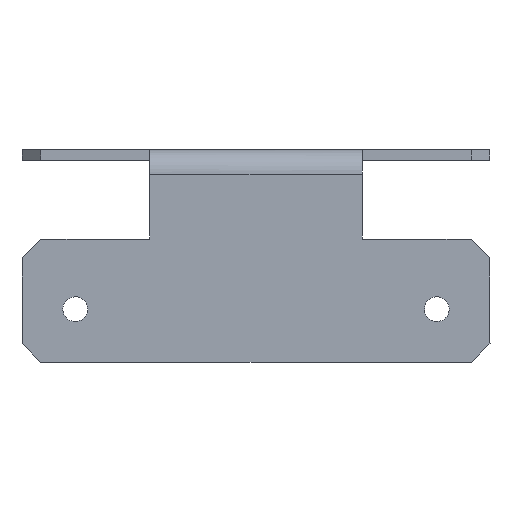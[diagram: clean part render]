
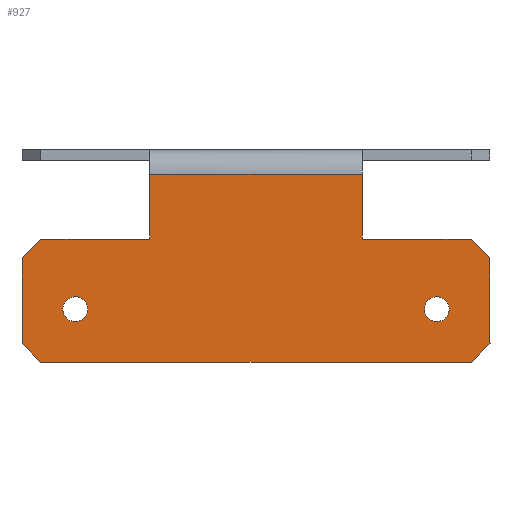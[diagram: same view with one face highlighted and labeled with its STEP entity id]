
A CAD part, front view. The second image highlights one B-rep face of the part: STEP entity #927.
In plain terms, the highlighted free-form (B-spline) face has degree [1, 1] with [2, 2] control points.
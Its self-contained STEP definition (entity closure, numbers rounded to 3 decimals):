
#512=CARTESIAN_POINT('V50',(-3120.906,
   -1361.055,-271.089));
#513=VERTEX_POINT('V50',#512);
#519=CARTESIAN_POINT('E53',(-3120.906,
   -1361.055,-271.089));
#520=CARTESIAN_POINT('E53',(-3124.933,
   -1361.055,-271.089));
#521=CARTESIAN_POINT('E53',(-3122.919,
   -1361.055,-267.601));
#522=CARTESIAN_POINT('E53',(-3120.906,
   -1361.055,-264.114));
#523=CARTESIAN_POINT('E53',(-3118.892,
   -1361.055,-267.601));
#524=CARTESIAN_POINT('E53',(-3116.879,
   -1361.055,-271.089));
#525=CARTESIAN_POINT('E53',(-3120.906,
   -1361.055,-271.089));
#533=(BOUNDED_CURVE()B_SPLINE_CURVE(2,(#519,#520,#521,#522,#523,
   #524,#525),.CIRCULAR_ARC.,.T.,.U.)B_SPLINE_CURVE_WITH_KNOTS((3,
   2,2,3),(0.0,0.333,0.667,1.0),
   .UNSPECIFIED.)CURVE()GEOMETRIC_REPRESENTATION_ITEM()
   RATIONAL_B_SPLINE_CURVE((1.0,0.5,1.0,
   0.5,1.0,0.5,1.0))REPRESENTATION_ITEM(
   'E53'));
#534=EDGE_CURVE('E53',#513,#513,#533,.T.);
#581=CARTESIAN_POINT('V49',(-3052.906,
   -1361.055,-271.089));
#582=VERTEX_POINT('V49',#581);
#588=CARTESIAN_POINT('E52',(-3052.906,
   -1361.055,-271.089));
#589=CARTESIAN_POINT('E52',(-3056.933,
   -1361.055,-271.089));
#590=CARTESIAN_POINT('E52',(-3054.919,
   -1361.055,-267.601));
#591=CARTESIAN_POINT('E52',(-3052.906,
   -1361.055,-264.114));
#592=CARTESIAN_POINT('E52',(-3050.892,
   -1361.055,-267.601));
#593=CARTESIAN_POINT('E52',(-3048.879,
   -1361.055,-271.089));
#594=CARTESIAN_POINT('E52',(-3052.906,
   -1361.055,-271.089));
#602=(BOUNDED_CURVE()B_SPLINE_CURVE(2,(#588,#589,#590,#591,#592,
   #593,#594),.CIRCULAR_ARC.,.T.,.U.)B_SPLINE_CURVE_WITH_KNOTS((3,
   2,2,3),(0.0,0.333,0.667,1.0),
   .UNSPECIFIED.)CURVE()GEOMETRIC_REPRESENTATION_ITEM()
   RATIONAL_B_SPLINE_CURVE((1.0,0.5,1.0,
   0.5,1.0,0.5,1.0))REPRESENTATION_ITEM(
   'E52'));
#603=EDGE_CURVE('E52',#582,#582,#602,.T.);
#631=CARTESIAN_POINT('V48',(-3066.912,
   -1361.055,-255.574));
#632=VERTEX_POINT('V48',#631);
#640=CARTESIAN_POINT('V47',(-3046.448,
   -1361.055,-255.574));
#641=VERTEX_POINT('V47',#640);
#642=CARTESIAN_POINT('E50',(-3046.448,
   -1361.055,-255.574));
#643=CARTESIAN_POINT('E50',(-3066.912,
   -1361.055,-255.574));
#644=QUASI_UNIFORM_CURVE('E50',1,(#642,#643),.POLYLINE_FORM.,.F.,.U.
   );
#645=EDGE_CURVE('E50',#641,#632,#644,.T.);
#668=CARTESIAN_POINT('V46',(-3042.912,
   -1361.055,-259.11));
#669=VERTEX_POINT('V46',#668);
#670=CARTESIAN_POINT('E49',(-3042.912,
   -1361.055,-259.11));
#671=CARTESIAN_POINT('E49',(-3046.448,
   -1361.055,-255.574));
#672=QUASI_UNIFORM_CURVE('E49',1,(#670,#671),.POLYLINE_FORM.,.F.,.U.
   );
#673=EDGE_CURVE('E49',#669,#641,#672,.T.);
#696=CARTESIAN_POINT('V45',(-3042.91,
   -1361.055,-275.228));
#697=VERTEX_POINT('V45',#696);
#698=CARTESIAN_POINT('E48',(-3042.91,
   -1361.055,-275.228));
#699=CARTESIAN_POINT('E48',(-3042.912,
   -1361.055,-259.11));
#700=QUASI_UNIFORM_CURVE('E48',1,(#698,#699),.POLYLINE_FORM.,.F.,.U.
   );
#701=EDGE_CURVE('E48',#697,#669,#700,.T.);
#724=CARTESIAN_POINT('V44',(-3046.446,
   -1361.055,-278.764));
#725=VERTEX_POINT('V44',#724);
#726=CARTESIAN_POINT('E47',(-3046.446,
   -1361.055,-278.764));
#727=CARTESIAN_POINT('E47',(-3042.91,
   -1361.055,-275.228));
#728=QUASI_UNIFORM_CURVE('E47',1,(#726,#727),.POLYLINE_FORM.,.F.,.U.
   );
#729=EDGE_CURVE('E47',#725,#697,#728,.T.);
#752=CARTESIAN_POINT('V43',(-3127.374,
   -1361.055,-278.764));
#753=VERTEX_POINT('V43',#752);
#754=CARTESIAN_POINT('E46',(-3127.374,
   -1361.055,-278.764));
#755=CARTESIAN_POINT('E46',(-3046.446,
   -1361.055,-278.764));
#756=QUASI_UNIFORM_CURVE('E46',1,(#754,#755),.POLYLINE_FORM.,.F.,.U.
   );
#757=EDGE_CURVE('E46',#753,#725,#756,.T.);
#780=CARTESIAN_POINT('V42',(-3130.91,
   -1361.055,-275.228));
#781=VERTEX_POINT('V42',#780);
#782=CARTESIAN_POINT('E45',(-3130.91,
   -1361.055,-275.228));
#783=CARTESIAN_POINT('E45',(-3127.374,
   -1361.055,-278.764));
#784=QUASI_UNIFORM_CURVE('E45',1,(#782,#783),.POLYLINE_FORM.,.F.,.U.
   );
#785=EDGE_CURVE('E45',#781,#753,#784,.T.);
#808=CARTESIAN_POINT('V41',(-3130.912,
   -1361.055,-259.11));
#809=VERTEX_POINT('V41',#808);
#810=CARTESIAN_POINT('E44',(-3130.912,
   -1361.055,-259.11));
#811=CARTESIAN_POINT('E44',(-3130.91,
   -1361.055,-275.228));
#812=QUASI_UNIFORM_CURVE('E44',1,(#810,#811),.POLYLINE_FORM.,.F.,.U.
   );
#813=EDGE_CURVE('E44',#809,#781,#812,.T.);
#836=CARTESIAN_POINT('V40',(-3127.376,
   -1361.055,-255.574));
#837=VERTEX_POINT('V40',#836);
#838=CARTESIAN_POINT('E43',(-3127.376,
   -1361.055,-255.574));
#839=CARTESIAN_POINT('E43',(-3130.912,
   -1361.055,-259.11));
#840=QUASI_UNIFORM_CURVE('E43',1,(#838,#839),.POLYLINE_FORM.,.F.,.U.
   );
#841=EDGE_CURVE('E43',#837,#809,#840,.T.);
#864=CARTESIAN_POINT('V39',(-3106.912,
   -1361.055,-255.574));
#865=VERTEX_POINT('V39',#864);
#866=CARTESIAN_POINT('E42',(-3106.912,
   -1361.055,-255.574));
#867=CARTESIAN_POINT('E42',(-3127.376,
   -1361.055,-255.574));
#868=QUASI_UNIFORM_CURVE('E42',1,(#866,#867),.POLYLINE_FORM.,.F.,.U.
   );
#869=EDGE_CURVE('E42',#865,#837,#868,.T.);
#886=CARTESIAN_POINT('F8',(-3042.91,
   -1361.055,-243.364));
#887=CARTESIAN_POINT('F8',(-3130.912,
   -1361.055,-243.364));
#888=CARTESIAN_POINT('F8',(-3042.91,
   -1361.055,-278.764));
#889=CARTESIAN_POINT('F8',(-3130.912,
   -1361.055,-278.764));
#890=B_SPLINE_SURFACE_WITH_KNOTS('F8',1,1,((#886,#888),(#887,#889))
,.PLANE_SURF.,.F.,.F.,.U.,(2,2),(2,2),(0.001,
   2.483),(0.001,0.999),
   .UNSPECIFIED.);
#891=CARTESIAN_POINT('V37',(-3106.907,
   -1361.054,-243.364));
#892=VERTEX_POINT('V37',#891);
#893=CARTESIAN_POINT('E41',(-3106.907,
   -1361.055,-243.364));
#894=CARTESIAN_POINT('E41',(-3106.912,
   -1361.055,-255.574));
#895=QUASI_UNIFORM_CURVE('E41',1,(#893,#894),.POLYLINE_FORM.,.F.,.U.
   );
#896=EDGE_CURVE('E41',#892,#865,#895,.T.);
#897=ORIENTED_EDGE('E41',*,*,#896,.T.);
#898=ORIENTED_EDGE('E42',*,*,#869,.T.);
#899=ORIENTED_EDGE('E43',*,*,#841,.T.);
#900=ORIENTED_EDGE('E44',*,*,#813,.T.);
#901=ORIENTED_EDGE('E45',*,*,#785,.T.);
#902=ORIENTED_EDGE('E46',*,*,#757,.T.);
#903=ORIENTED_EDGE('E47',*,*,#729,.T.);
#904=ORIENTED_EDGE('E48',*,*,#701,.T.);
#905=ORIENTED_EDGE('E49',*,*,#673,.T.);
#906=ORIENTED_EDGE('E50',*,*,#645,.T.);
#907=CARTESIAN_POINT('V38',(-3066.907,
   -1361.054,-243.364));
#908=VERTEX_POINT('V38',#907);
#909=CARTESIAN_POINT('E51',(-3066.912,
   -1361.055,-255.574));
#910=CARTESIAN_POINT('E51',(-3066.907,
   -1361.055,-243.364));
#911=QUASI_UNIFORM_CURVE('E51',1,(#909,#910),.POLYLINE_FORM.,.F.,.U.
   );
#912=EDGE_CURVE('E51',#632,#908,#911,.T.);
#913=ORIENTED_EDGE('E51',*,*,#912,.T.);
#914=CARTESIAN_POINT('E39',(-3106.907,
   -1361.055,-243.364));
#915=CARTESIAN_POINT('E39',(-3066.907,
   -1361.055,-243.364));
#916=QUASI_UNIFORM_CURVE('E39',1,(#914,#915),.POLYLINE_FORM.,.F.,.U.
   );
#917=EDGE_CURVE('E39',#892,#908,#916,.T.);
#918=ORIENTED_EDGE('E39',*,*,#917,.F.);
#919=EDGE_LOOP('F8',(#897,#898,#899,#900,#901,#902,#903,#904,#905,
   #906,#913,#918));
#920=FACE_OUTER_BOUND('F8',#919,.T.);
#921=ORIENTED_EDGE('E52',*,*,#603,.T.);
#922=EDGE_LOOP('F8',(#921));
#923=FACE_BOUND('F8',#922,.T.);
#924=ORIENTED_EDGE('E53',*,*,#534,.T.);
#925=EDGE_LOOP('F8',(#924));
#926=FACE_BOUND('F8',#925,.T.);
#927=ADVANCED_FACE('F8',(#920,#923,#926),#890,.T.);
